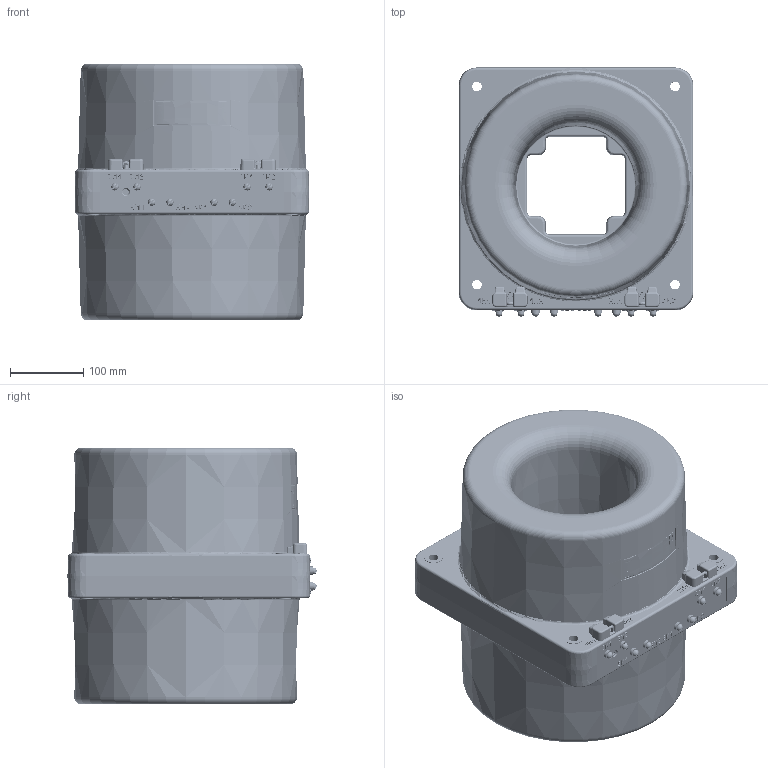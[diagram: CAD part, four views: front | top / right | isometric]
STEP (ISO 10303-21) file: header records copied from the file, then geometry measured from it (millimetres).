
FILE_DESCRIPTION (( 'STEP AP203' ), '1' );
FILE_NAME ('ﾒﾋﾘ-10-6.1-6.STEP', '2025-03-12T11:31:58', ( '' ), ( '' ), 'SwSTEP 2.0', 'SolidWorks 2010', '' );
FILE_SCHEMA (( 'CONFIG_CONTROL_DESIGN' ));
Length unit declared in the file: millimetre
Products named in the file (1): ﾒﾋﾘ-10-6.1-6
Bounding box: 320 x 339.41 x 350 mm (x, y, z)
Volume: 11395475.9 mm3; surface area: 5123361.1 mm2
Topology: 64 solids, 82 shells, 4579 faces, 11974 edges, 7682 vertices
Faces by surface type: cylinder 1629, plane 1439, torus 704, cone 401, bspline 358, sphere 48
Entity records: 168189 total; most frequent: CARTESIAN_POINT 55679, ORIENTED_EDGE 23908, DIRECTION 23325, EDGE_CURVE 11954, AXIS2_PLACEMENT_3D 9092, VERTEX_POINT 7682, EDGE_LOOP 5268, LINE 5141
